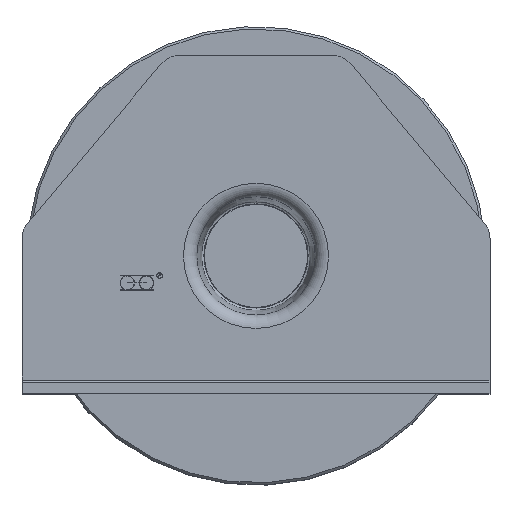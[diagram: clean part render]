
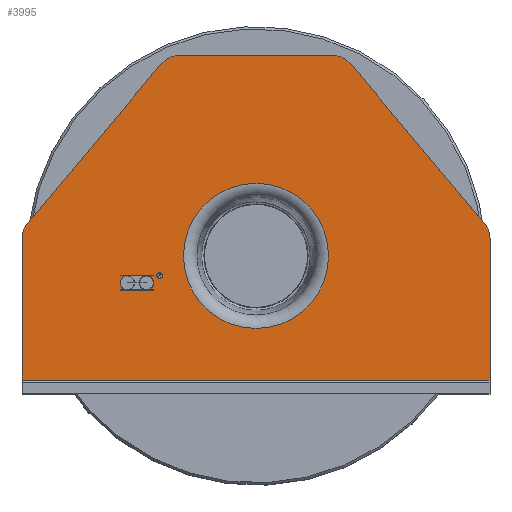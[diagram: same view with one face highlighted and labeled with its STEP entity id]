
A CAD part, top view. The second image highlights one B-rep face of the part: STEP entity #3995.
In plain terms, the highlighted planar face has unit normal (0, 0, 1).
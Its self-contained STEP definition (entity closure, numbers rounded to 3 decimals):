
#75=FACE_BOUND('',#690,.T.);
#76=FACE_BOUND('',#691,.T.);
#77=FACE_BOUND('',#692,.T.);
#139=CIRCLE('',#4245,1.55);
#141=CIRCLE('',#4253,1.55);
#145=CIRCLE('',#4263,0.625);
#147=CIRCLE('',#4267,5.);
#148=CIRCLE('',#4268,5.);
#149=CIRCLE('',#4269,5.);
#150=CIRCLE('',#4270,5.);
#151=CIRCLE('',#4271,15.5);
#152=CIRCLE('',#4272,15.5);
#462=FACE_OUTER_BOUND('',#689,.T.);
#689=EDGE_LOOP('',(#2722,#2723,#2724,#2725,#2726,#2727,#2728,#2729,#2730,
#2731,#2732,#2733));
#690=EDGE_LOOP('',(#2734,#2735,#2736,#2737,#2738,#2739,#2740,#2741,#2742,
#2743,#2744,#2745));
#691=EDGE_LOOP('',(#2746));
#692=EDGE_LOOP('',(#2747,#2748));
#983=LINE('',#6095,#1300);
#987=LINE('',#6103,#1304);
#991=LINE('',#6115,#1308);
#994=LINE('',#6121,#1311);
#997=LINE('',#6127,#1314);
#1000=LINE('',#6133,#1317);
#1003=LINE('',#6139,#1320);
#1007=LINE('',#6151,#1324);
#1010=LINE('',#6157,#1327);
#1013=LINE('',#6162,#1330);
#1017=LINE('',#6183,#1334);
#1018=LINE('',#6187,#1335);
#1019=LINE('',#6191,#1336);
#1020=LINE('',#6195,#1337);
#1021=LINE('',#6197,#1338);
#1022=LINE('',#6199,#1339);
#1023=LINE('',#6201,#1340);
#1024=LINE('',#6202,#1341);
#1300=VECTOR('',#4830,10.);
#1304=VECTOR('',#4836,10.);
#1308=VECTOR('',#4848,10.);
#1311=VECTOR('',#4853,10.);
#1314=VECTOR('',#4858,10.);
#1317=VECTOR('',#4863,10.);
#1320=VECTOR('',#4868,10.);
#1324=VECTOR('',#4880,10.);
#1327=VECTOR('',#4885,10.);
#1330=VECTOR('',#4890,10.);
#1334=VECTOR('',#4914,10.);
#1335=VECTOR('',#4917,10.);
#1336=VECTOR('',#4920,10.);
#1337=VECTOR('',#4923,10.);
#1338=VECTOR('',#4924,10.);
#1339=VECTOR('',#4925,10.);
#1340=VECTOR('',#4926,10.);
#1341=VECTOR('',#4927,10.);
#1604=VERTEX_POINT('',#6093);
#1605=VERTEX_POINT('',#6094);
#1608=VERTEX_POINT('',#6102);
#1610=VERTEX_POINT('',#6108);
#1612=VERTEX_POINT('',#6114);
#1614=VERTEX_POINT('',#6120);
#1616=VERTEX_POINT('',#6126);
#1618=VERTEX_POINT('',#6132);
#1620=VERTEX_POINT('',#6138);
#1622=VERTEX_POINT('',#6144);
#1624=VERTEX_POINT('',#6150);
#1626=VERTEX_POINT('',#6156);
#1630=VERTEX_POINT('',#6172);
#1632=VERTEX_POINT('',#6179);
#1633=VERTEX_POINT('',#6180);
#1634=VERTEX_POINT('',#6182);
#1635=VERTEX_POINT('',#6184);
#1636=VERTEX_POINT('',#6186);
#1637=VERTEX_POINT('',#6188);
#1638=VERTEX_POINT('',#6190);
#1639=VERTEX_POINT('',#6192);
#1640=VERTEX_POINT('',#6194);
#1641=VERTEX_POINT('',#6196);
#1642=VERTEX_POINT('',#6198);
#1643=VERTEX_POINT('',#6200);
#1644=VERTEX_POINT('',#6203);
#1645=VERTEX_POINT('',#6204);
#2031=EDGE_CURVE('',#1604,#1605,#983,.T.);
#2035=EDGE_CURVE('',#1608,#1604,#987,.T.);
#2038=EDGE_CURVE('',#1610,#1608,#139,.T.);
#2041=EDGE_CURVE('',#1612,#1610,#991,.T.);
#2044=EDGE_CURVE('',#1614,#1612,#994,.T.);
#2047=EDGE_CURVE('',#1616,#1614,#997,.T.);
#2050=EDGE_CURVE('',#1618,#1616,#1000,.T.);
#2053=EDGE_CURVE('',#1620,#1618,#1003,.T.);
#2056=EDGE_CURVE('',#1622,#1620,#141,.T.);
#2059=EDGE_CURVE('',#1624,#1622,#1007,.T.);
#2062=EDGE_CURVE('',#1626,#1624,#1010,.T.);
#2065=EDGE_CURVE('',#1605,#1626,#1013,.T.);
#2070=EDGE_CURVE('',#1630,#1630,#145,.T.);
#2073=EDGE_CURVE('',#1632,#1633,#147,.T.);
#2074=EDGE_CURVE('',#1634,#1632,#1017,.T.);
#2075=EDGE_CURVE('',#1635,#1634,#148,.T.);
#2076=EDGE_CURVE('',#1636,#1635,#1018,.T.);
#2077=EDGE_CURVE('',#1637,#1636,#149,.T.);
#2078=EDGE_CURVE('',#1638,#1637,#1019,.T.);
#2079=EDGE_CURVE('',#1639,#1638,#150,.T.);
#2080=EDGE_CURVE('',#1640,#1639,#1020,.T.);
#2081=EDGE_CURVE('',#1641,#1640,#1021,.T.);
#2082=EDGE_CURVE('',#1642,#1641,#1022,.T.);
#2083=EDGE_CURVE('',#1643,#1642,#1023,.T.);
#2084=EDGE_CURVE('',#1633,#1643,#1024,.T.);
#2085=EDGE_CURVE('',#1644,#1645,#151,.T.);
#2086=EDGE_CURVE('',#1645,#1644,#152,.T.);
#2722=ORIENTED_EDGE('',*,*,#2073,.F.);
#2723=ORIENTED_EDGE('',*,*,#2074,.F.);
#2724=ORIENTED_EDGE('',*,*,#2075,.F.);
#2725=ORIENTED_EDGE('',*,*,#2076,.F.);
#2726=ORIENTED_EDGE('',*,*,#2077,.F.);
#2727=ORIENTED_EDGE('',*,*,#2078,.F.);
#2728=ORIENTED_EDGE('',*,*,#2079,.F.);
#2729=ORIENTED_EDGE('',*,*,#2080,.F.);
#2730=ORIENTED_EDGE('',*,*,#2081,.F.);
#2731=ORIENTED_EDGE('',*,*,#2082,.F.);
#2732=ORIENTED_EDGE('',*,*,#2083,.F.);
#2733=ORIENTED_EDGE('',*,*,#2084,.F.);
#2734=ORIENTED_EDGE('',*,*,#2031,.T.);
#2735=ORIENTED_EDGE('',*,*,#2065,.T.);
#2736=ORIENTED_EDGE('',*,*,#2062,.T.);
#2737=ORIENTED_EDGE('',*,*,#2059,.T.);
#2738=ORIENTED_EDGE('',*,*,#2056,.T.);
#2739=ORIENTED_EDGE('',*,*,#2053,.T.);
#2740=ORIENTED_EDGE('',*,*,#2050,.T.);
#2741=ORIENTED_EDGE('',*,*,#2047,.T.);
#2742=ORIENTED_EDGE('',*,*,#2044,.T.);
#2743=ORIENTED_EDGE('',*,*,#2041,.T.);
#2744=ORIENTED_EDGE('',*,*,#2038,.T.);
#2745=ORIENTED_EDGE('',*,*,#2035,.T.);
#2746=ORIENTED_EDGE('',*,*,#2070,.T.);
#2747=ORIENTED_EDGE('',*,*,#2085,.T.);
#2748=ORIENTED_EDGE('',*,*,#2086,.T.);
#3667=PLANE('',#4266);
#3995=ADVANCED_FACE('',(#462,#75,#76,#77),#3667,.T.);
#4245=AXIS2_PLACEMENT_3D('',#6109,#4841,#4842);
#4253=AXIS2_PLACEMENT_3D('',#6145,#4873,#4874);
#4263=AXIS2_PLACEMENT_3D('',#6173,#4903,#4904);
#4266=AXIS2_PLACEMENT_3D('',#6178,#4910,#4911);
#4267=AXIS2_PLACEMENT_3D('',#6181,#4912,#4913);
#4268=AXIS2_PLACEMENT_3D('',#6185,#4915,#4916);
#4269=AXIS2_PLACEMENT_3D('',#6189,#4918,#4919);
#4270=AXIS2_PLACEMENT_3D('',#6193,#4921,#4922);
#4271=AXIS2_PLACEMENT_3D('',#6205,#4928,#4929);
#4272=AXIS2_PLACEMENT_3D('',#6206,#4930,#4931);
#4830=DIRECTION('',(0.,1.,0.));
#4836=DIRECTION('',(-1.,0.,0.));
#4841=DIRECTION('center_axis',(0.,0.,-1.));
#4842=DIRECTION('ref_axis',(-0.352,0.936,0.));
#4848=DIRECTION('',(1.,0.,0.));
#4853=DIRECTION('',(0.,1.,0.));
#4858=DIRECTION('',(-1.,0.,0.));
#4863=DIRECTION('',(0.,-1.,0.));
#4868=DIRECTION('',(1.,0.,0.));
#4873=DIRECTION('center_axis',(0.,0.,-1.));
#4874=DIRECTION('ref_axis',(0.352,-0.936,0.));
#4880=DIRECTION('',(-1.,0.,0.));
#4885=DIRECTION('',(0.,-1.,0.));
#4890=DIRECTION('',(1.,0.,0.));
#4903=DIRECTION('center_axis',(0.,0.,-1.));
#4904=DIRECTION('ref_axis',(-1.,0.,0.));
#4910=DIRECTION('center_axis',(0.,0.,1.));
#4911=DIRECTION('ref_axis',(1.,0.,0.));
#4912=DIRECTION('center_axis',(0.,0.,-1.));
#4913=DIRECTION('ref_axis',(0.94,0.342,0.));
#4914=DIRECTION('',(0.643,-0.766,0.));
#4915=DIRECTION('center_axis',(0.,0.,-1.));
#4916=DIRECTION('ref_axis',(0.423,0.906,0.));
#4917=DIRECTION('',(1.,0.,0.));
#4918=DIRECTION('center_axis',(0.,0.,-1.));
#4919=DIRECTION('ref_axis',(-0.423,0.906,0.));
#4920=DIRECTION('',(0.643,0.766,0.));
#4921=DIRECTION('center_axis',(0.,0.,-1.));
#4922=DIRECTION('ref_axis',(-0.94,0.342,0.));
#4923=DIRECTION('',(0.,1.,0.));
#4924=DIRECTION('',(0.,1.,0.));
#4925=DIRECTION('',(-1.,0.,0.));
#4926=DIRECTION('',(0.,-1.,0.));
#4927=DIRECTION('',(0.,-1.,0.));
#4928=DIRECTION('center_axis',(0.,0.,-1.));
#4929=DIRECTION('ref_axis',(1.,0.,0.));
#4930=DIRECTION('center_axis',(0.,0.,-1.));
#4931=DIRECTION('ref_axis',(1.,0.,0.));
#6093=CARTESIAN_POINT('',(-29.,-2.099,2.5));
#6094=CARTESIAN_POINT('',(-29.,-2.,2.5));
#6095=CARTESIAN_POINT('',(-29.,0.324,2.5));
#6102=CARTESIAN_POINT('',(-28.045,-2.099,2.5));
#6103=CARTESIAN_POINT('',(-14.022,-2.099,2.5));
#6108=CARTESIAN_POINT('',(-28.045,-5.,2.5));
#6109=CARTESIAN_POINT('Origin',(-27.5,-3.55,2.5));
#6114=CARTESIAN_POINT('',(-29.,-5.,2.5));
#6115=CARTESIAN_POINT('',(-14.5,-5.,2.5));
#6120=CARTESIAN_POINT('',(-29.,-5.099,2.5));
#6121=CARTESIAN_POINT('',(-29.,-1.176,2.5));
#6126=CARTESIAN_POINT('',(-21.902,-5.099,2.5));
#6127=CARTESIAN_POINT('',(-10.951,-5.099,2.5));
#6132=CARTESIAN_POINT('',(-21.902,-5.,2.5));
#6133=CARTESIAN_POINT('',(-21.902,-1.127,2.5));
#6138=CARTESIAN_POINT('',(-22.857,-5.,2.5));
#6139=CARTESIAN_POINT('',(-11.429,-5.,2.5));
#6144=CARTESIAN_POINT('',(-22.857,-2.099,2.5));
#6145=CARTESIAN_POINT('Origin',(-23.402,-3.55,2.5));
#6150=CARTESIAN_POINT('',(-21.902,-2.099,2.5));
#6151=CARTESIAN_POINT('',(-10.951,-2.099,2.5));
#6156=CARTESIAN_POINT('',(-21.902,-2.,2.5));
#6157=CARTESIAN_POINT('',(-21.902,0.373,2.5));
#6162=CARTESIAN_POINT('',(-14.5,-2.,2.5));
#6172=CARTESIAN_POINT('',(-19.987,-2.05,2.5));
#6173=CARTESIAN_POINT('Origin',(-20.612,-2.05,2.5));
#6178=CARTESIAN_POINT('Origin',(0.,2.747,2.5));
#6179=CARTESIAN_POINT('',(48.83,9.152,2.5));
#6180=CARTESIAN_POINT('',(50.,5.938,2.5));
#6181=CARTESIAN_POINT('Origin',(45.,5.938,2.5));
#6182=CARTESIAN_POINT('',(20.249,43.214,2.5));
#6183=CARTESIAN_POINT('',(50.,7.758,2.5));
#6184=CARTESIAN_POINT('',(16.418,45.,2.5));
#6185=CARTESIAN_POINT('Origin',(16.418,40.,2.5));
#6186=CARTESIAN_POINT('',(-16.418,45.,2.5));
#6187=CARTESIAN_POINT('',(18.75,45.,2.5));
#6188=CARTESIAN_POINT('',(-20.249,43.214,2.5));
#6189=CARTESIAN_POINT('Origin',(-16.418,40.,2.5));
#6190=CARTESIAN_POINT('',(-48.83,9.152,2.5));
#6191=CARTESIAN_POINT('',(-18.75,45.,2.5));
#6192=CARTESIAN_POINT('',(-50.,5.938,2.5));
#6193=CARTESIAN_POINT('Origin',(-45.,5.938,2.5));
#6194=CARTESIAN_POINT('',(-50.,-22.3,2.5));
#6195=CARTESIAN_POINT('',(-50.,7.758,2.5));
#6196=CARTESIAN_POINT('',(-50.,-24.4,2.5));
#6197=CARTESIAN_POINT('',(-50.,-24.6,2.5));
#6198=CARTESIAN_POINT('',(50.,-24.4,2.5));
#6199=CARTESIAN_POINT('',(50.,-24.4,2.5));
#6200=CARTESIAN_POINT('',(50.,-22.3,2.5));
#6201=CARTESIAN_POINT('',(50.,-25.85,2.5));
#6202=CARTESIAN_POINT('',(50.,-27.3,2.5));
#6203=CARTESIAN_POINT('',(15.5,2.2,2.5));
#6204=CARTESIAN_POINT('',(-15.5,2.2,2.5));
#6205=CARTESIAN_POINT('Origin',(0.,2.2,2.5));
#6206=CARTESIAN_POINT('Origin',(0.,2.2,2.5));
